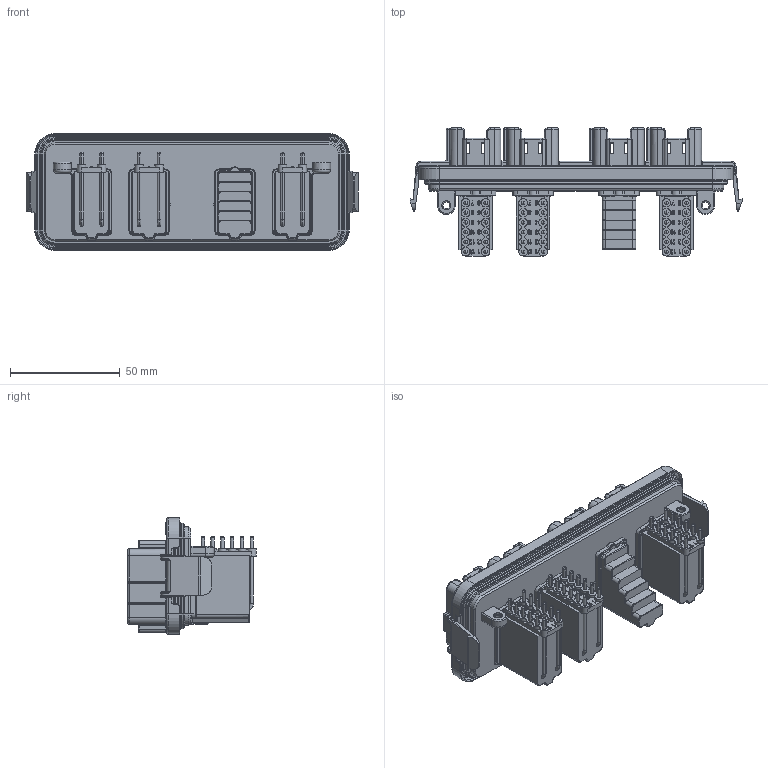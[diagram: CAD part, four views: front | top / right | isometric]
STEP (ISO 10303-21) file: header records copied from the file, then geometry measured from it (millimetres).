
FILE_DESCRIPTION((''),'2;1');
FILE_NAME('C-AT13-36PABC-BM01_3D','2020-01-15T',('Zenin.Deng'),(''),'PRO/ENGINEER BY PARAMETRIC TECHNOLOGY CORPORATION, 2016360','PRO/ENGINEER BY PARAMETRIC TECHNOLOGY CORPORATION, 2016360','');
FILE_SCHEMA(('CONFIG_CONTROL_DESIGN'));
Products named in the file (1): C-AT13-36PABC-BM01_3D
Bounding box: 151.3 x 58.36 x 53.4 mm (x, y, z)
Volume: 124387.1 mm3; surface area: 55339.5 mm2
Topology: 1 solids, 1 shells, 3184 faces, 8329 edges, 5067 vertices
Faces by surface type: plane 1001, cylinder 969, extrusion 514, torus 369, sphere 215, bspline 96, cone 20
Entity records: 105207 total; most frequent: CARTESIAN_POINT 29961, ORIENTED_EDGE 16228, DIRECTION 14569, EDGE_CURVE 8114, VERTEX_POINT 5067, AXIS2_PLACEMENT_3D 4989, VECTOR 4591, LINE 4077
